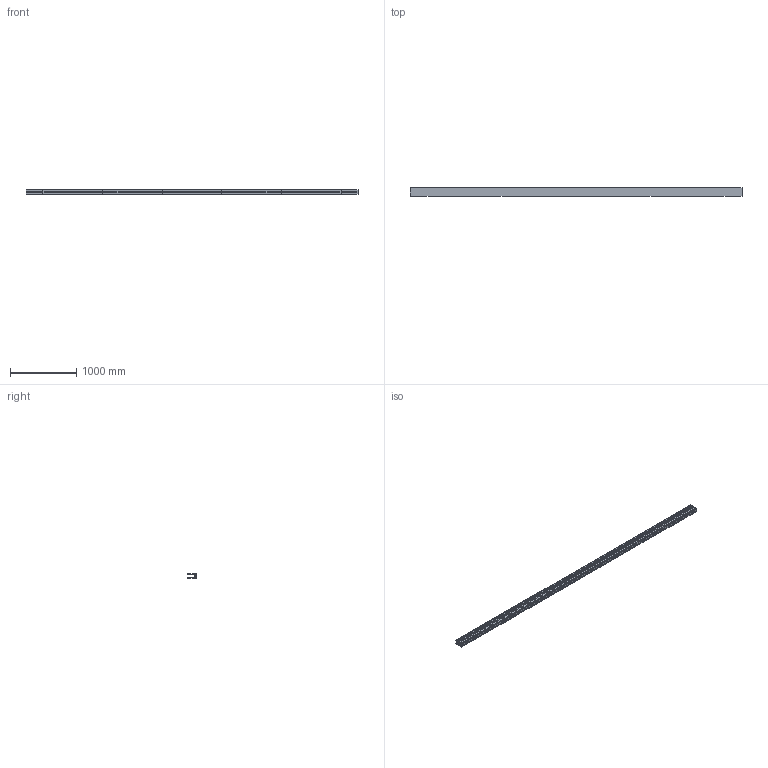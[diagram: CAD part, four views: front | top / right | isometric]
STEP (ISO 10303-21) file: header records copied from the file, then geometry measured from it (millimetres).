
FILE_DESCRIPTION (( 'STEP AP214' ), '1' );
FILE_NAME ('AL_0004-UNOXL-5000-S-E.STEP', '2023-12-14T07:26:25', ( '' ), ( '' ), 'SwSTEP 2.0', 'SolidWorks 2019', '' );
FILE_SCHEMA (( 'AUTOMOTIVE_DESIGN' ));
Length unit declared in the file: millimetre
Products named in the file (1): AL_0004-UNOXL-5000-S-E
Bounding box: 5000 x 124 x 64 mm (x, y, z)
Volume: 9792238.2 mm3; surface area: 5926980.3 mm2
Topology: 1 solids, 1 shells, 451 faces, 1422 edges, 948 vertices
Faces by surface type: cylinder 284, plane 167
Entity records: 16602 total; most frequent: CARTESIAN_POINT 3322, ORIENTED_EDGE 2844, DIRECTION 2794, EDGE_CURVE 1422, AXIS2_PLACEMENT_3D 1020, VERTEX_POINT 948, VECTOR 754, LINE 754
